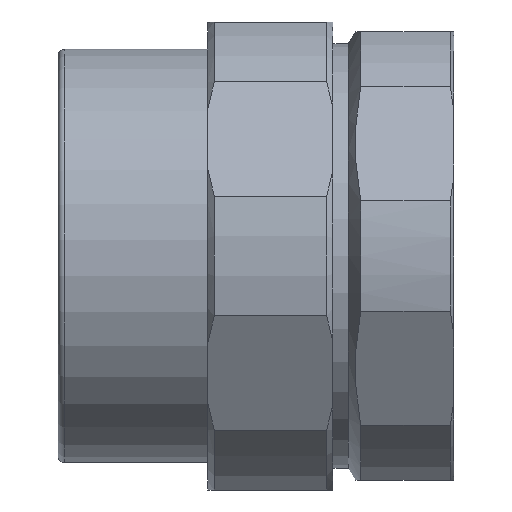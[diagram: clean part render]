
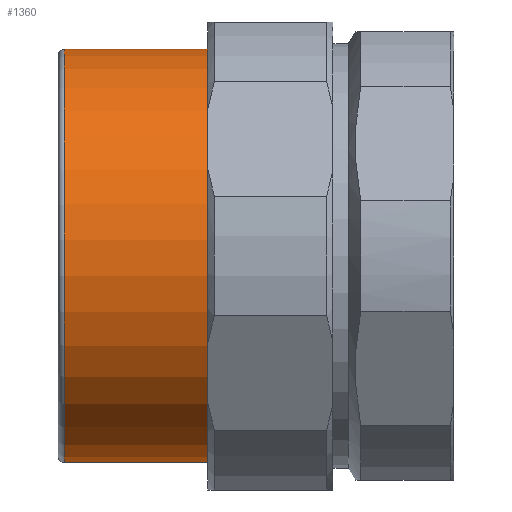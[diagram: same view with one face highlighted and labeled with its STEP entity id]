
A CAD part, left-side view. The second image highlights one B-rep face of the part: STEP entity #1360.
In plain terms, the highlighted cylindrical face has radius 25.654 mm (diameter 51.308 mm), a full revolution.
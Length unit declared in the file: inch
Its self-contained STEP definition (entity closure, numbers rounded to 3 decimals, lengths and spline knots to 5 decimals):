
#27=CYLINDRICAL_SURFACE('',#1510,1.01);
#113=CIRCLE('',#1483,1.01);
#114=CIRCLE('',#1484,1.01);
#115=CIRCLE('',#1485,1.01);
#130=CIRCLE('',#1508,1.01);
#131=CIRCLE('',#1509,1.01);
#211=FACE_OUTER_BOUND('',#285,.T.);
#285=EDGE_LOOP('',(#1054,#1055,#1056,#1057,#1058,#1059,#1060));
#352=LINE('',#2266,#415);
#415=VECTOR('',#1814,1.01);
#547=VERTEX_POINT('',#2212);
#548=VERTEX_POINT('',#2214);
#549=VERTEX_POINT('',#2216);
#564=VERTEX_POINT('',#2260);
#565=VERTEX_POINT('',#2261);
#715=EDGE_CURVE('',#547,#548,#113,.T.);
#716=EDGE_CURVE('',#548,#549,#114,.T.);
#717=EDGE_CURVE('',#549,#547,#115,.T.);
#737=EDGE_CURVE('',#564,#565,#130,.T.);
#738=EDGE_CURVE('',#565,#564,#131,.T.);
#740=EDGE_CURVE('',#549,#565,#352,.T.);
#1054=ORIENTED_EDGE('',*,*,#716,.F.);
#1055=ORIENTED_EDGE('',*,*,#715,.F.);
#1056=ORIENTED_EDGE('',*,*,#717,.F.);
#1057=ORIENTED_EDGE('',*,*,#740,.T.);
#1058=ORIENTED_EDGE('',*,*,#738,.T.);
#1059=ORIENTED_EDGE('',*,*,#737,.T.);
#1060=ORIENTED_EDGE('',*,*,#740,.F.);
#1360=ADVANCED_FACE('',(#211),#27,.T.);
#1483=AXIS2_PLACEMENT_3D('',#2215,#1752,#1753);
#1484=AXIS2_PLACEMENT_3D('',#2217,#1754,#1755);
#1485=AXIS2_PLACEMENT_3D('',#2218,#1756,#1757);
#1508=AXIS2_PLACEMENT_3D('',#2262,#1807,#1808);
#1509=AXIS2_PLACEMENT_3D('',#2263,#1809,#1810);
#1510=AXIS2_PLACEMENT_3D('',#2265,#1812,#1813);
#1752=DIRECTION('center_axis',(0.,1.,0.));
#1753=DIRECTION('ref_axis',(0.902,0.,0.432));
#1754=DIRECTION('center_axis',(0.,1.,0.));
#1755=DIRECTION('ref_axis',(0.902,0.,0.432));
#1756=DIRECTION('center_axis',(0.,1.,0.));
#1757=DIRECTION('ref_axis',(0.902,0.,0.432));
#1807=DIRECTION('center_axis',(0.,1.,0.));
#1808=DIRECTION('ref_axis',(0.902,0.,0.432));
#1809=DIRECTION('center_axis',(0.,1.,0.));
#1810=DIRECTION('ref_axis',(0.902,0.,0.432));
#1812=DIRECTION('center_axis',(0.,1.,0.));
#1813=DIRECTION('ref_axis',(-0.902,0.,-0.432));
#1814=DIRECTION('',(0.,-1.,0.));
#2212=CARTESIAN_POINT('',(0.43651,1.30905,-0.9108));
#2214=CARTESIAN_POINT('',(-0.9108,1.30905,-0.43651));
#2215=CARTESIAN_POINT('Origin',(0.,1.30905,
0.));
#2216=CARTESIAN_POINT('',(0.9108,1.30905,0.43651));
#2217=CARTESIAN_POINT('Origin',(0.,1.30905,
0.));
#2218=CARTESIAN_POINT('Origin',(0.,1.30905,
0.));
#2260=CARTESIAN_POINT('',(-0.9108,0.5533,-0.43651));
#2261=CARTESIAN_POINT('',(0.9108,0.5533,0.43651));
#2262=CARTESIAN_POINT('Origin',(0.,0.5533,
0.));
#2263=CARTESIAN_POINT('Origin',(0.,0.5533,
0.));
#2265=CARTESIAN_POINT('Origin',(0.,0.93118,
0.));
#2266=CARTESIAN_POINT('',(0.9108,0.93118,0.43651));
